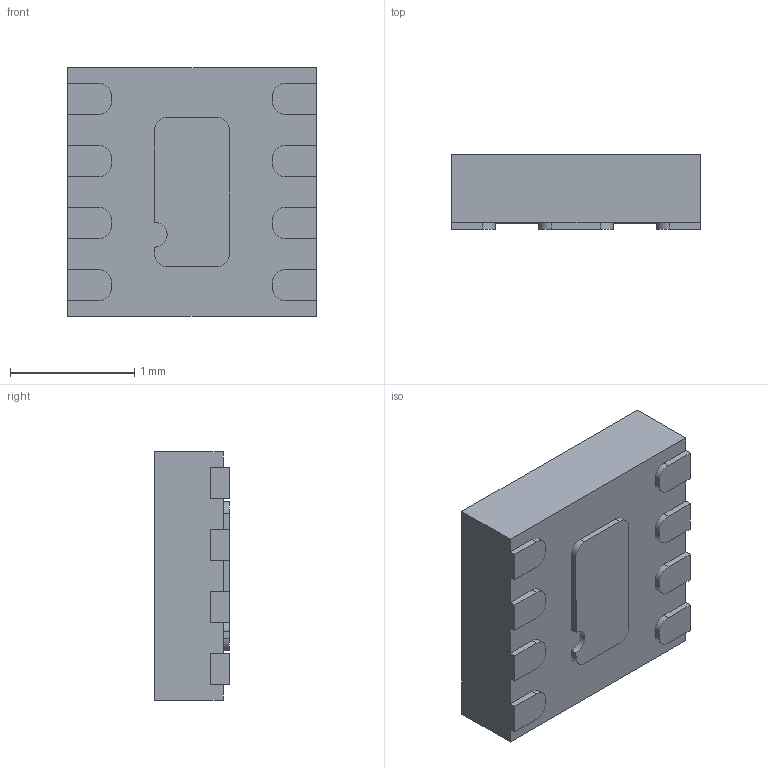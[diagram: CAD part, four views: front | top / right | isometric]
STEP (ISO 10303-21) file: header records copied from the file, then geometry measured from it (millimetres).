
FILE_DESCRIPTION (( 'STEP AP214' ), '1' );
FILE_NAME ('MIC2288YML-TR.STEP', '2022-09-09T21:22:26', ( '' ), ( '' ), 'SwSTEP 2.0', 'SolidWorks 2017', '' );
FILE_SCHEMA (( 'AUTOMOTIVE_DESIGN' ));
Length unit declared in the file: millimetre
Products named in the file (1): MIC2288YML-TR
Bounding box: 2 x 0.6 x 2 mm (x, y, z)
Volume: 2.3 mm3; surface area: 18.1 mm2
Topology: 11 solids, 11 shells, 148 faces, 372 edges, 248 vertices
Faces by surface type: plane 102, cylinder 46
Entity records: 4552 total; most frequent: CARTESIAN_POINT 769, DIRECTION 762, ORIENTED_EDGE 744, EDGE_CURVE 372, LINE 280, VECTOR 280, VERTEX_POINT 248, AXIS2_PLACEMENT_3D 241
